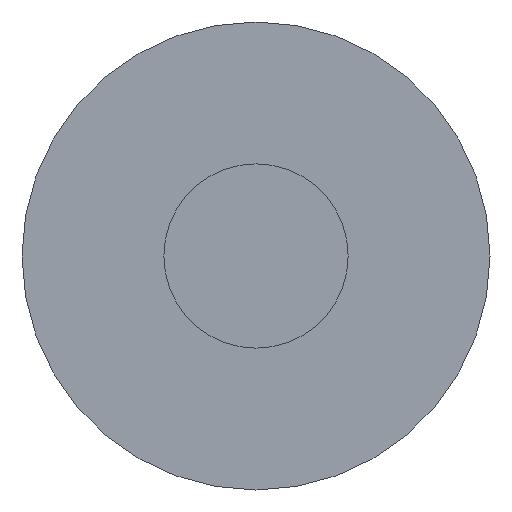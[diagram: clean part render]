
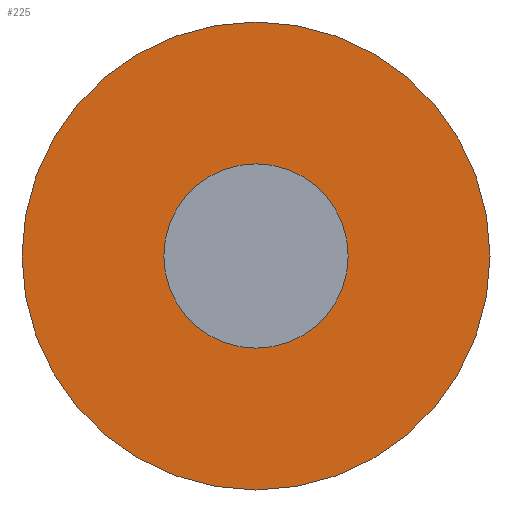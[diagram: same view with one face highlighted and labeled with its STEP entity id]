
A CAD part, left-side view. The second image highlights one B-rep face of the part: STEP entity #225.
In plain terms, the highlighted planar face has unit normal (-1, 0, 0).
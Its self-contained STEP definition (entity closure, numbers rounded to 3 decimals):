
#5 = VERTEX_POINT ( 'NONE', #213 ) ;
#7 = DIRECTION ( 'NONE',  ( -1., 0., 0. ) ) ;
#9 = DIRECTION ( 'NONE',  ( 0., 0., 1. ) ) ;
#19 = EDGE_CURVE ( 'NONE', #287, #107, #317, .T. ) ;
#27 = DIRECTION ( 'NONE',  ( -1., 0., 0. ) ) ;
#47 = DIRECTION ( 'NONE',  ( -1., 0., 0. ) ) ;
#52 = EDGE_CURVE ( 'NONE', #5, #57, #145, .T. ) ;
#57 = VERTEX_POINT ( 'NONE', #82 ) ;
#65 = FACE_BOUND ( 'NONE', #235, .T. ) ;
#78 = DIRECTION ( 'NONE',  ( -1., 0., 0. ) ) ;
#82 = CARTESIAN_POINT ( 'NONE',  ( -3., 0., 12.7 ) ) ;
#99 = DIRECTION ( 'NONE',  ( 1., 0., 0. ) ) ;
#107 = VERTEX_POINT ( 'NONE', #196 ) ;
#108 = DIRECTION ( 'NONE',  ( 0., 0., 1. ) ) ;
#112 = CARTESIAN_POINT ( 'NONE',  ( -3., 0., 0. ) ) ;
#113 = AXIS2_PLACEMENT_3D ( 'NONE', #226, #47, #299 ) ;
#135 = AXIS2_PLACEMENT_3D ( 'NONE', #112, #7, #108 ) ;
#145 = CIRCLE ( 'NONE', #135, 12.7 ) ;
#147 = CARTESIAN_POINT ( 'NONE',  ( -3., 5., 0. ) ) ;
#159 = CARTESIAN_POINT ( 'NONE',  ( -3., 0., 0. ) ) ;
#169 = AXIS2_PLACEMENT_3D ( 'NONE', #159, #78, #9 ) ;
#172 = AXIS2_PLACEMENT_3D ( 'NONE', #270, #27, #174 ) ;
#174 = DIRECTION ( 'NONE',  ( 0., 0., 1. ) ) ;
#177 = CIRCLE ( 'NONE', #113, 5. ) ;
#178 = DIRECTION ( 'NONE',  ( 0., 0., -1. ) ) ;
#186 = ORIENTED_EDGE ( 'NONE', *, *, #328, .F. ) ;
#196 = CARTESIAN_POINT ( 'NONE',  ( -3., 0., -5. ) ) ;
#207 = ORIENTED_EDGE ( 'NONE', *, *, #19, .F. ) ;
#213 = CARTESIAN_POINT ( 'NONE',  ( -3., 0., -12.7 ) ) ;
#216 = ORIENTED_EDGE ( 'NONE', *, *, #52, .T. ) ;
#224 = CIRCLE ( 'NONE', #172, 12.7 ) ;
#225 = ADVANCED_FACE ( 'NONE', ( #65, #335 ), #329, .F. ) ;
#226 = CARTESIAN_POINT ( 'NONE',  ( -3., 0., 0. ) ) ;
#235 = EDGE_LOOP ( 'NONE', ( #207, #186 ) ) ;
#262 = ORIENTED_EDGE ( 'NONE', *, *, #330, .T. ) ;
#270 = CARTESIAN_POINT ( 'NONE',  ( -3., 0., 0. ) ) ;
#274 = AXIS2_PLACEMENT_3D ( 'NONE', #147, #99, #178 ) ;
#287 = VERTEX_POINT ( 'NONE', #296 ) ;
#296 = CARTESIAN_POINT ( 'NONE',  ( -3., 0., 5. ) ) ;
#299 = DIRECTION ( 'NONE',  ( 0., 0., 1. ) ) ;
#314 = EDGE_LOOP ( 'NONE', ( #262, #216 ) ) ;
#317 = CIRCLE ( 'NONE', #169, 5. ) ;
#328 = EDGE_CURVE ( 'NONE', #107, #287, #177, .T. ) ;
#329 = PLANE ( 'NONE',  #274 ) ;
#330 = EDGE_CURVE ( 'NONE', #57, #5, #224, .T. ) ;
#335 = FACE_OUTER_BOUND ( 'NONE', #314, .T. ) ;
